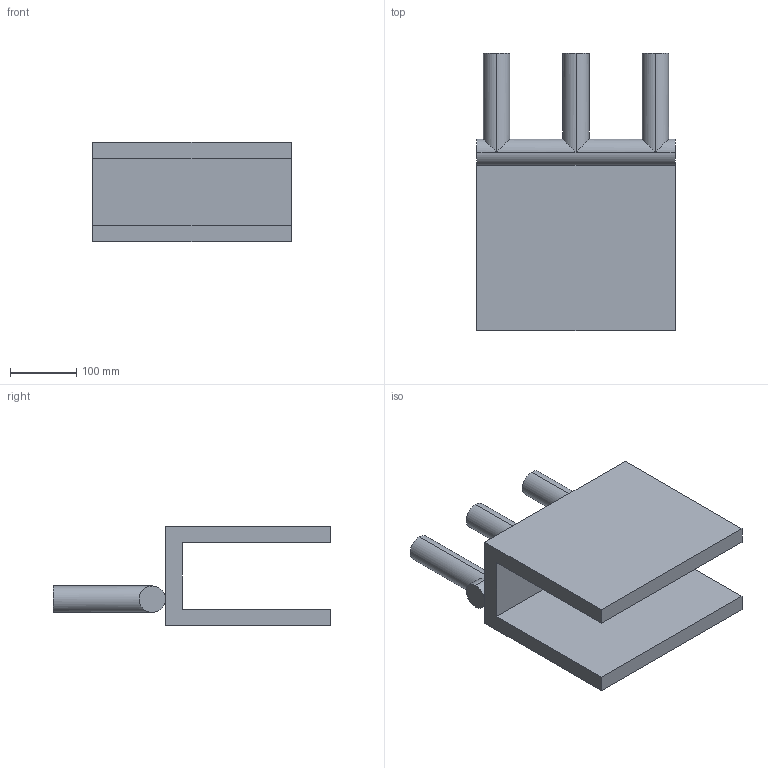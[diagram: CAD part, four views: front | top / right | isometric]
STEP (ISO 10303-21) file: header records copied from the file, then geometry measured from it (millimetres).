
FILE_DESCRIPTION (( 'STEP AP214' ), '1' );
FILE_NAME ('support.STEP', '2021-04-02T06:24:58', ( '' ), ( '' ), 'SwSTEP 2.0', 'SolidWorks 2017', '' );
FILE_SCHEMA (( 'AUTOMOTIVE_DESIGN' ));
Length unit declared in the file: millimetre
Products named in the file (1): support
Bounding box: 300 x 420 x 150 mm (x, y, z)
Volume: 5378477.8 mm3; surface area: 495931 mm2
Topology: 2 solids, 2 shells, 26 faces, 54 edges, 32 vertices
Faces by surface type: plane 15, cylinder 11
Entity records: 715 total; most frequent: CARTESIAN_POINT 131, DIRECTION 112, ORIENTED_EDGE 108, EDGE_CURVE 54, VECTOR 38, LINE 38, AXIS2_PLACEMENT_3D 37, VERTEX_POINT 32
